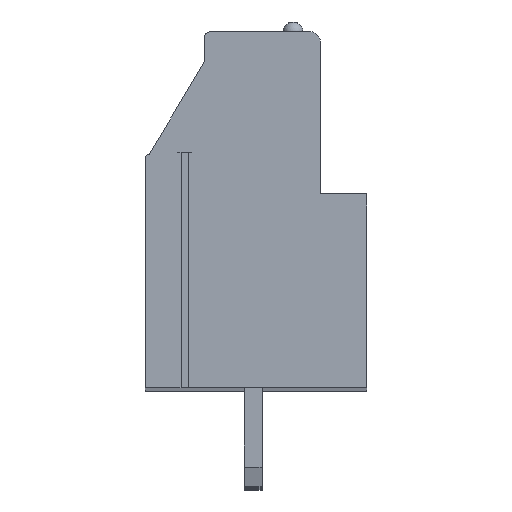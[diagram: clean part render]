
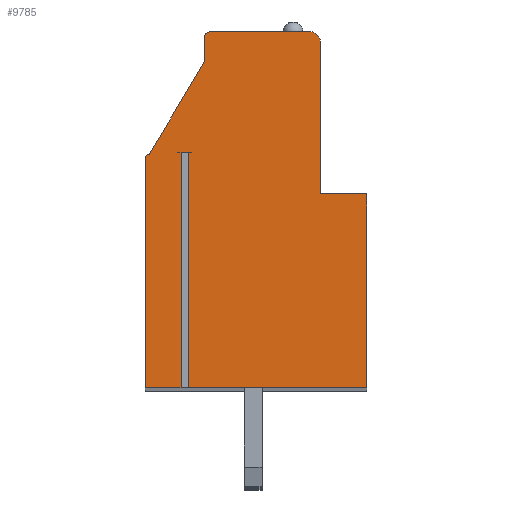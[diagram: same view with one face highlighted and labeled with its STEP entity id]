
A CAD part, top view. The second image highlights one B-rep face of the part: STEP entity #9785.
In plain terms, the highlighted planar face has unit normal (0, 0, 1).
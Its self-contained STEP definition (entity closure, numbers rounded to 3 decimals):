
#30=DIRECTION('',(-1.,0.,0.));
#31=VECTOR('',#30,0.38);
#32=CARTESIAN_POINT('',(-3.27,4.204,93.98));
#33=LINE('',#32,#31);
#34=DIRECTION('',(0.,1.,0.));
#35=VECTOR('',#34,11.9);
#36=CARTESIAN_POINT('',(-3.65,-7.696,93.98));
#37=LINE('',#36,#35);
#38=DIRECTION('',(1.,0.,0.));
#39=VECTOR('',#38,1.81);
#40=CARTESIAN_POINT('',(-5.46,-7.696,93.98));
#41=LINE('',#40,#39);
#42=DIRECTION('',(0.,-1.,0.));
#43=VECTOR('',#42,11.6);
#44=CARTESIAN_POINT('',(-5.46,3.904,93.98));
#45=LINE('',#44,#43);
#46=CARTESIAN_POINT('',(-5.26,3.904,93.98));
#47=DIRECTION('',(0.,0.,1.));
#48=DIRECTION('',(0.,1.,0.));
#49=AXIS2_PLACEMENT_3D('',#46,#47,#48);
#51=DIRECTION('',(-0.512,-0.859,0.));
#52=VECTOR('',#51,5.471);
#53=CARTESIAN_POINT('',(-2.46,8.804,93.98));
#54=LINE('',#53,#52);
#55=DIRECTION('',(0.,-1.,0.));
#56=VECTOR('',#55,1.2);
#57=CARTESIAN_POINT('',(-2.46,10.004,93.98));
#58=LINE('',#57,#56);
#59=CARTESIAN_POINT('',(-2.16,10.004,93.98));
#60=DIRECTION('',(0.,0.,1.));
#61=DIRECTION('',(0.,1.,0.));
#62=AXIS2_PLACEMENT_3D('',#59,#60,#61);
#64=DIRECTION('',(-1.,0.,0.));
#65=VECTOR('',#64,5.05);
#66=CARTESIAN_POINT('',(2.89,10.304,93.98));
#67=LINE('',#66,#65);
#68=CARTESIAN_POINT('',(2.89,9.804,93.98));
#69=DIRECTION('',(0.,0.,1.));
#70=DIRECTION('',(1.,0.,0.));
#71=AXIS2_PLACEMENT_3D('',#68,#69,#70);
#73=DIRECTION('',(0.,1.,0.));
#74=VECTOR('',#73,7.7);
#75=CARTESIAN_POINT('',(3.39,2.104,93.98));
#76=LINE('',#75,#74);
#77=DIRECTION('',(-1.,0.,0.));
#78=VECTOR('',#77,2.35);
#79=CARTESIAN_POINT('',(5.74,2.104,93.98));
#80=LINE('',#79,#78);
#81=DIRECTION('',(0.,1.,0.));
#82=VECTOR('',#81,9.8);
#83=CARTESIAN_POINT('',(5.74,-7.696,93.98));
#84=LINE('',#83,#82);
#85=DIRECTION('',(1.,0.,0.));
#86=VECTOR('',#85,9.01);
#87=CARTESIAN_POINT('',(-3.27,-7.696,93.98));
#88=LINE('',#87,#86);
#89=DIRECTION('',(0.,1.,0.));
#90=VECTOR('',#89,11.9);
#91=CARTESIAN_POINT('',(-3.27,-7.696,93.98));
#92=LINE('',#91,#90);
#7522=CARTESIAN_POINT('',(5.74,-7.696,93.98));
#7523=CARTESIAN_POINT('',(5.74,2.104,93.98));
#7524=VERTEX_POINT('',#7522);
#7525=VERTEX_POINT('',#7523);
#7526=CARTESIAN_POINT('',(3.39,2.104,93.98));
#7527=VERTEX_POINT('',#7526);
#7528=CARTESIAN_POINT('',(3.39,9.804,93.98));
#7529=VERTEX_POINT('',#7528);
#7530=CARTESIAN_POINT('',(2.89,10.304,93.98));
#7531=VERTEX_POINT('',#7530);
#7532=CARTESIAN_POINT('',(-2.16,10.304,93.98));
#7533=VERTEX_POINT('',#7532);
#7534=CARTESIAN_POINT('',(-2.46,10.004,93.98));
#7535=VERTEX_POINT('',#7534);
#7536=CARTESIAN_POINT('',(-2.46,8.804,93.98));
#7537=VERTEX_POINT('',#7536);
#7538=CARTESIAN_POINT('',(-5.26,4.104,93.98));
#7539=VERTEX_POINT('',#7538);
#7540=CARTESIAN_POINT('',(-5.46,3.904,93.98));
#7541=VERTEX_POINT('',#7540);
#7542=CARTESIAN_POINT('',(-5.46,-7.696,93.98));
#7543=VERTEX_POINT('',#7542);
#7624=CARTESIAN_POINT('',(-3.27,4.204,93.98));
#7625=CARTESIAN_POINT('',(-3.65,4.204,93.98));
#7626=VERTEX_POINT('',#7624);
#7627=VERTEX_POINT('',#7625);
#7628=CARTESIAN_POINT('',(-3.27,-7.696,93.98));
#7629=VERTEX_POINT('',#7628);
#7630=CARTESIAN_POINT('',(-3.65,-7.696,93.98));
#7631=VERTEX_POINT('',#7630);
#9748=CARTESIAN_POINT('',(0.,0.,93.98));
#9749=DIRECTION('',(0.,0.,1.));
#9750=DIRECTION('',(1.,0.,0.));
#9751=AXIS2_PLACEMENT_3D('',#9748,#9749,#9750);
#9752=PLANE('',#9751);
#9754=ORIENTED_EDGE('',*,*,#9753,.T.);
#9756=ORIENTED_EDGE('',*,*,#9755,.F.);
#9758=ORIENTED_EDGE('',*,*,#9757,.F.);
#9760=ORIENTED_EDGE('',*,*,#9759,.F.);
#9762=ORIENTED_EDGE('',*,*,#9761,.F.);
#9764=ORIENTED_EDGE('',*,*,#9763,.F.);
#9766=ORIENTED_EDGE('',*,*,#9765,.F.);
#9768=ORIENTED_EDGE('',*,*,#9767,.F.);
#9770=ORIENTED_EDGE('',*,*,#9769,.F.);
#9772=ORIENTED_EDGE('',*,*,#9771,.F.);
#9774=ORIENTED_EDGE('',*,*,#9773,.F.);
#9776=ORIENTED_EDGE('',*,*,#9775,.F.);
#9778=ORIENTED_EDGE('',*,*,#9777,.F.);
#9780=ORIENTED_EDGE('',*,*,#9779,.F.);
#9782=ORIENTED_EDGE('',*,*,#9781,.T.);
#9783=EDGE_LOOP('',(#9754,#9756,#9758,#9760,#9762,#9764,#9766,#9768,#9770,#9772,
#9774,#9776,#9778,#9780,#9782));
#9784=FACE_OUTER_BOUND('',#9783,.F.);
#50=CIRCLE('',#49,0.2);
#63=CIRCLE('',#62,0.3);
#72=CIRCLE('',#71,0.5);
#9753=EDGE_CURVE('',#7626,#7627,#33,.T.);
#9755=EDGE_CURVE('',#7631,#7627,#37,.T.);
#9757=EDGE_CURVE('',#7543,#7631,#41,.T.);
#9759=EDGE_CURVE('',#7541,#7543,#45,.T.);
#9761=EDGE_CURVE('',#7539,#7541,#50,.T.);
#9763=EDGE_CURVE('',#7537,#7539,#54,.T.);
#9765=EDGE_CURVE('',#7535,#7537,#58,.T.);
#9767=EDGE_CURVE('',#7533,#7535,#63,.T.);
#9769=EDGE_CURVE('',#7531,#7533,#67,.T.);
#9771=EDGE_CURVE('',#7529,#7531,#72,.T.);
#9773=EDGE_CURVE('',#7527,#7529,#76,.T.);
#9775=EDGE_CURVE('',#7525,#7527,#80,.T.);
#9777=EDGE_CURVE('',#7524,#7525,#84,.T.);
#9779=EDGE_CURVE('',#7629,#7524,#88,.T.);
#9781=EDGE_CURVE('',#7629,#7626,#92,.T.);
#9785=ADVANCED_FACE('',(#9784),#9752,.T.);
